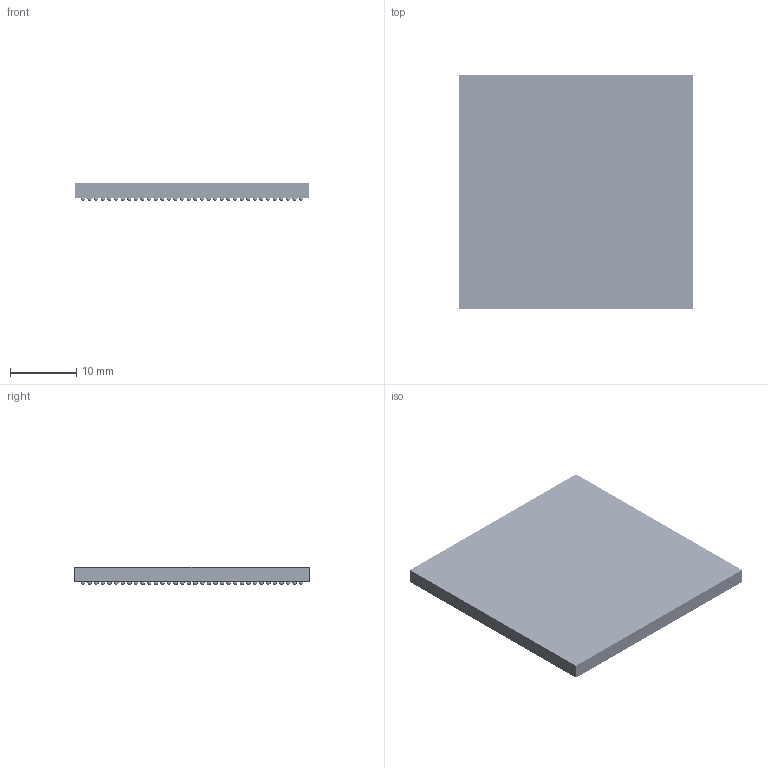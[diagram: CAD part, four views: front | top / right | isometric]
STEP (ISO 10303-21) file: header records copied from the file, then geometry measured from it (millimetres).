
FILE_DESCRIPTION(/* description */ ('model of BGA-1156_35.0x35.0mm_Layout34x34_P1.0mm'),/* implementation_level */ '2;1');
FILE_NAME(/* name */ 'BGA-1156_35.0x35.0mm_Layout34x34_P1.0mm.step',/* time_stamp */ '1970-01-01T00:00:00',/* author */ ('KiCAD','kicad'),/* organization */ ('OCCT'),/* preprocessor_version */ '',/* originating_system */ 'KiCAD',/* authorisation */ '');
FILE_SCHEMA(('AUTOMOTIVE_DESIGN { 1 0 10303 214 1 1 1 1 }'));
Length unit declared in the file: millimetre
Products named in the file (1): BGA-1156_35.0x35.0mm_Layout34x34_P1.0mm
Bounding box: 35.5 x 35.5 x 2.72 mm (x, y, z)
Volume: 2910.6 mm3; surface area: 3796.1 mm2
Topology: 1 solids, 1 shells, 1164 faces, 3483 edges, 2322 vertices
Faces by surface type: sphere 1156, plane 7, cylinder 1
Full cylindrical faces by diameter (mm): 3.55 x1
Entity records: 27924 total; most frequent: CARTESIAN_POINT 4637, ORIENTED_EDGE 3491, AXIS2_PLACEMENT_3D 3478, EDGE_CURVE 2327, VERTEX_POINT 2322, FACE_BOUND 2321, EDGE_LOOP 2321, CIRCLE 2314
